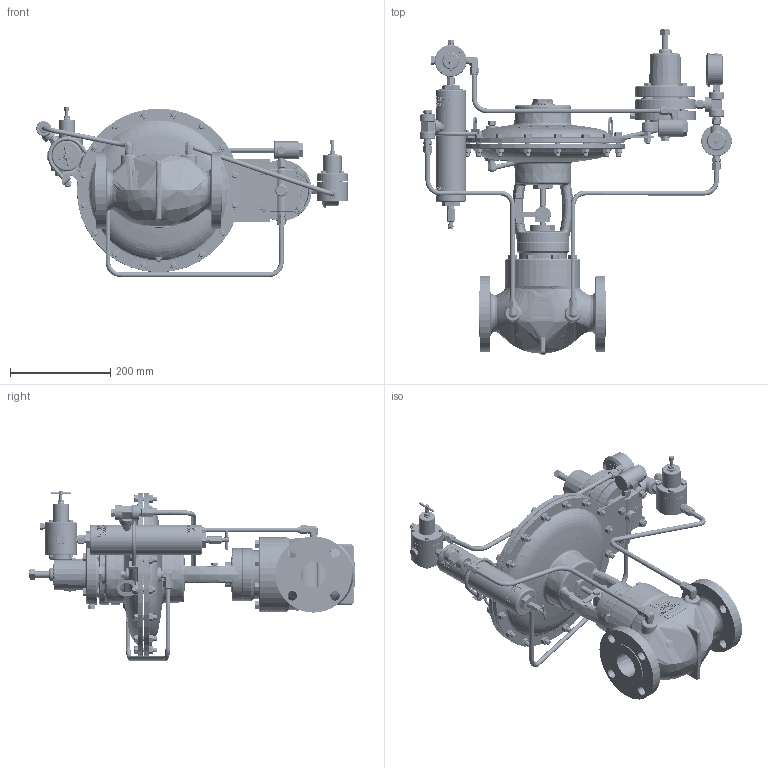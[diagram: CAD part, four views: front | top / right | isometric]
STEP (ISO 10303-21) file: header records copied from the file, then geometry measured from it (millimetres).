
FILE_DESCRIPTION (( 'STEP AP214' ), '1' );
FILE_NAME ('CVC2150RF30-HPPR.STEP', '2023-11-02T13:33:03', ( '' ), ( '' ), 'SwSTEP 2.0', 'SolidWorks 2019', '' );
FILE_SCHEMA (( 'AUTOMOTIVE_DESIGN' ));
Length unit declared in the file: inch
Products named in the file (1): CVC2150RF30-HPPR
Bounding box: 622.35 x 651.21 x 339.97 mm (x, y, z)
Volume: 11042853.7 mm3; surface area: 1240862.5 mm2
Topology: 8 solids, 17 shells, 9088 faces, 23315 edges, 14662 vertices
Faces by surface type: plane 3580, bspline 2612, cone 1149, cylinder 1126, torus 505, sphere 116
Entity records: 617070 total; most frequent: CARTESIAN_POINT 353230, ORIENTED_EDGE 46380, DIRECTION 32755, EDGE_CURVE 23190, VERTEX_POINT 14660, AXIS2_PLACEMENT_3D 11560, EDGE_LOOP 9718, VECTOR 9635
